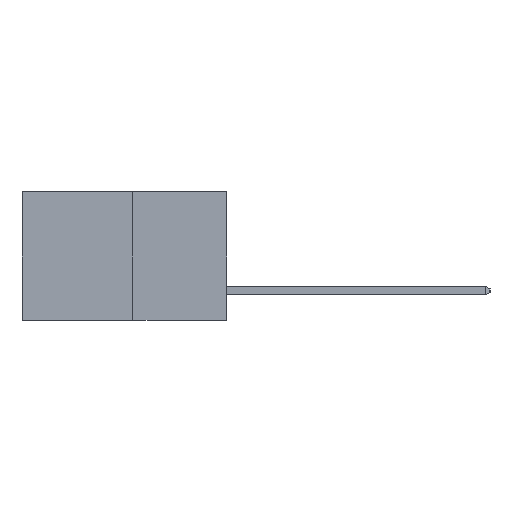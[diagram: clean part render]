
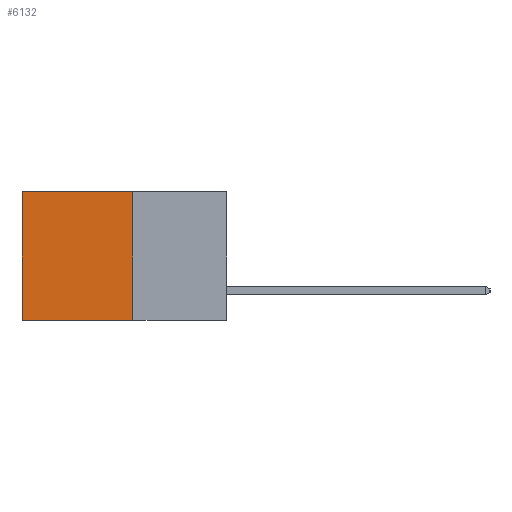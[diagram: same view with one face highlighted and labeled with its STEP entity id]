
A CAD part, left-side view. The second image highlights one B-rep face of the part: STEP entity #6132.
In plain terms, the highlighted planar face has unit normal (-1, 0, 0).
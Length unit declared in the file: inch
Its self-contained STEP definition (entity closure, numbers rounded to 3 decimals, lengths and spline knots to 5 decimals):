
#22 = VERTEX_POINT ( 'NONE', #13136 ) ;
#57 = VERTEX_POINT ( 'NONE', #9248 ) ;
#97 = ORIENTED_EDGE ( 'NONE', *, *, #4556, .T. ) ;
#170 = CARTESIAN_POINT ( 'NONE',  ( 0.277, 0.27, 0. ) ) ;
#198 = PLANE ( 'NONE',  #8896 ) ;
#383 = FACE_OUTER_BOUND ( 'NONE', #8832, .T. ) ;
#1299 = DIRECTION ( 'NONE',  ( 1., 0., 0. ) ) ;
#2091 = CARTESIAN_POINT ( 'NONE',  ( 0.277, 0.27, -0.37 ) ) ;
#2417 = LINE ( 'NONE', #2091, #5025 ) ;
#2795 = EDGE_CURVE ( 'NONE', #22, #12916, #10810, .T. ) ;
#3369 = CARTESIAN_POINT ( 'NONE',  ( 0.277, 0.59, -0.37 ) ) ;
#3514 = EDGE_CURVE ( 'NONE', #5407, #57, #4985, .T. ) ;
#3873 = ORIENTED_EDGE ( 'NONE', *, *, #5969, .F. ) ;
#4519 = CARTESIAN_POINT ( 'NONE',  ( 0.277, 0.27, 0. ) ) ;
#4556 = EDGE_CURVE ( 'NONE', #57, #12916, #8981, .T. ) ;
#4626 = VECTOR ( 'NONE', #11907, 39.37008 ) ;
#4985 = LINE ( 'NONE', #170, #4626 ) ;
#5025 = VECTOR ( 'NONE', #13716, 39.37008 ) ;
#5356 = DIRECTION ( 'NONE',  ( 0., 0., -1. ) ) ;
#5407 = VERTEX_POINT ( 'NONE', #4519 ) ;
#5969 = EDGE_CURVE ( 'NONE', #5407, #22, #2417, .T. ) ;
#6132 = ADVANCED_FACE ( 'NONE', ( #383 ), #198, .F. ) ;
#6720 = CARTESIAN_POINT ( 'NONE',  ( 0.277, 0.27, -0.37 ) ) ;
#8055 = VECTOR ( 'NONE', #11792, 39.37008 ) ;
#8565 = CARTESIAN_POINT ( 'NONE',  ( 0.277, 0.59, -0.37 ) ) ;
#8832 = EDGE_LOOP ( 'NONE', ( #97, #13584, #3873, #13661 ) ) ;
#8894 = DIRECTION ( 'NONE',  ( 0., 0., -1. ) ) ;
#8896 = AXIS2_PLACEMENT_3D ( 'NONE', #6720, #1299, #8894 ) ;
#8981 = LINE ( 'NONE', #8565, #11404 ) ;
#9248 = CARTESIAN_POINT ( 'NONE',  ( 0.277, 0.59, 0. ) ) ;
#10810 = LINE ( 'NONE', #12343, #8055 ) ;
#11404 = VECTOR ( 'NONE', #5356, 39.37008 ) ;
#11792 = DIRECTION ( 'NONE',  ( 0., 1., 0. ) ) ;
#11907 = DIRECTION ( 'NONE',  ( 0., 1., 0. ) ) ;
#12343 = CARTESIAN_POINT ( 'NONE',  ( 0.277, 0.27, -0.37 ) ) ;
#12916 = VERTEX_POINT ( 'NONE', #3369 ) ;
#13136 = CARTESIAN_POINT ( 'NONE',  ( 0.277, 0.27, -0.37 ) ) ;
#13584 = ORIENTED_EDGE ( 'NONE', *, *, #2795, .F. ) ;
#13661 = ORIENTED_EDGE ( 'NONE', *, *, #3514, .T. ) ;
#13716 = DIRECTION ( 'NONE',  ( 0., 0., -1. ) ) ;
